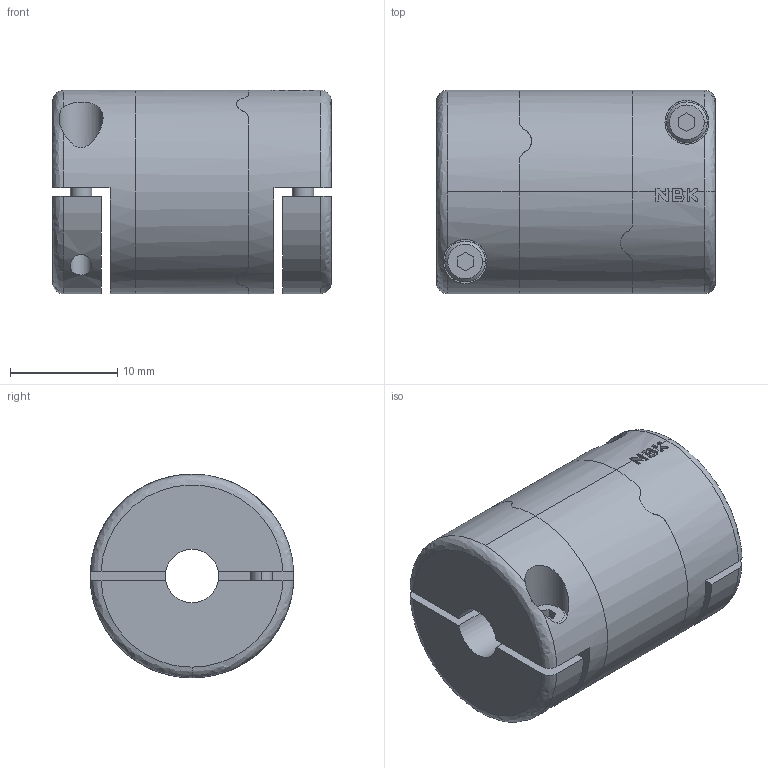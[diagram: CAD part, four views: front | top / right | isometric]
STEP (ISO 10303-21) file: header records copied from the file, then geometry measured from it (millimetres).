
FILE_DESCRIPTION (( 'STEP AP203' ), '1' );
FILE_NAME ('LAHP-33-CPL-201.step', '2020-12-09T22:36:02', ( '' ), ( '' ), 'SwSTEP 2.0', 'SolidWorks 2019', '' );
FILE_SCHEMA (( 'CONFIG_CONTROL_DESIGN' ));
Length unit declared in the file: inch
Products named in the file (1): LAHP-33-CPL-201
Bounding box: 26 x 19 x 19 mm (x, y, z)
Volume: 5766.4 mm3; surface area: 4466.4 mm2
Topology: 3 solids, 3 shells, 162 faces, 432 edges, 285 vertices
Faces by surface type: plane 92, cylinder 56, cone 8, bspline 6
Entity records: 5800 total; most frequent: CARTESIAN_POINT 1763, ORIENTED_EDGE 864, DIRECTION 791, EDGE_CURVE 432, VERTEX_POINT 285, AXIS2_PLACEMENT_3D 283, LINE 225, VECTOR 225
